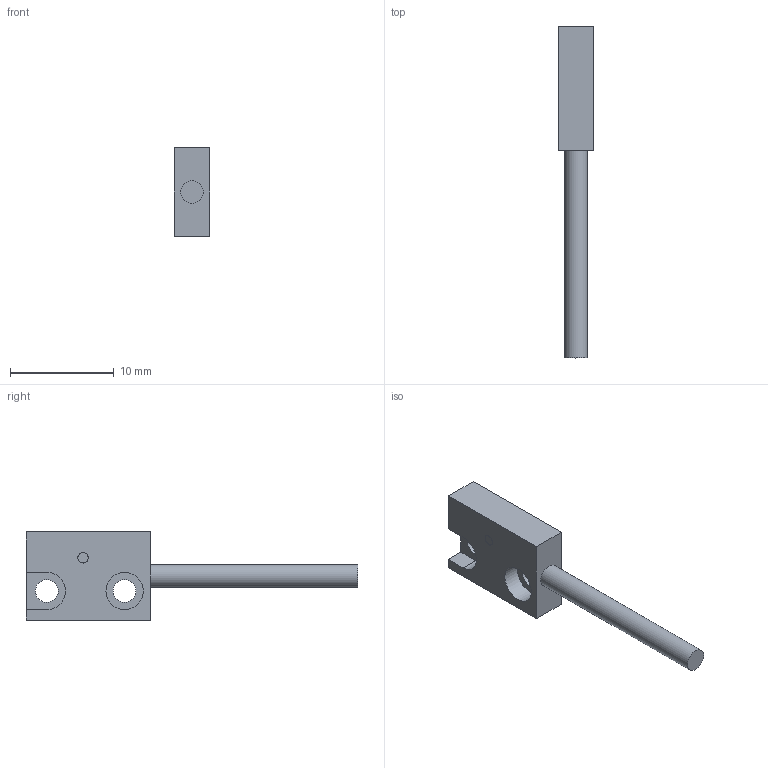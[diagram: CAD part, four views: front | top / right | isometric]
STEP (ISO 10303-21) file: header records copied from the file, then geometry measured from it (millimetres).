
FILE_DESCRIPTION(/* description */ (''),/* implementation_level */ '2;1');
FILE_NAME(/* name */ 'EX-FT12.stp',/* time_stamp */ '2023-04-10T10:37:48+08:00',/* author */ (''),/* organization */ (''),/* preprocessor_version */ 'ST-DEVELOPER v16.7',/* originating_system */ 'SIEMENS PLM Software NX 12.0',/* authorisation */ '');
FILE_SCHEMA (('AUTOMOTIVE_DESIGN { 1 0 10303 214 3 1 1 1 }'));
Length unit declared in the file: millimetre
Products named in the file (1): EX-FT12
Bounding box: 3.4 x 32 x 8.5 mm (x, y, z)
Volume: 371.7 mm3; surface area: 519.6 mm2
Topology: 1 solids, 1 shells, 18 faces, 41 edges, 28 vertices
Faces by surface type: plane 12, cylinder 6
Full cylindrical faces by diameter (mm): 1 x1, 2.2 x3, 3.6 x1
Entity records: 502 total; most frequent: DIRECTION 84, CARTESIAN_POINT 79, ORIENTED_EDGE 68, EDGE_CURVE 34, AXIS2_PLACEMENT_3D 31, EDGE_LOOP 30, VERTEX_POINT 26, LINE 22
